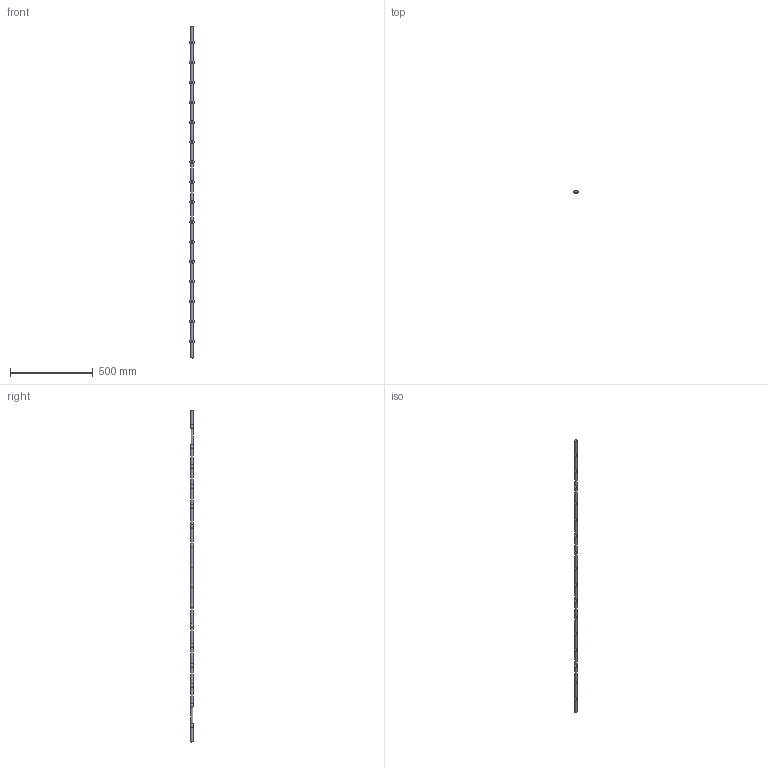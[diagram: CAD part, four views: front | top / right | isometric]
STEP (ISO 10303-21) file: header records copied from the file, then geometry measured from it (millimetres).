
FILE_DESCRIPTION (( 'STEP AP203' ), '1' );
FILE_NAME ('1446-I.step', '2022-05-02T13:04:36', ( '' ), ( '' ), 'SwSTEP 2.0', 'SolidWorks 2018', '' );
FILE_SCHEMA (( 'CONFIG_CONTROL_DESIGN' ));
Length unit declared in the file: millimetre
Products named in the file (1): 1446-I
Bounding box: 26.81 x 15.98 x 2000 mm (x, y, z)
Volume: 412601.3 mm3; surface area: 113399.8 mm2
Topology: 1 solids, 1 shells, 284 faces, 817 edges, 524 vertices
Faces by surface type: plane 142, bspline 77, cylinder 33, torus 32
Full cylindrical faces by diameter (mm): 12 x16, 16 x17
Entity records: 15411 total; most frequent: CARTESIAN_POINT 8746, ORIENTED_EDGE 1564, DIRECTION 982, EDGE_CURVE 782, VERTEX_POINT 522, VECTOR 434, LINE 434, EDGE_LOOP 338
